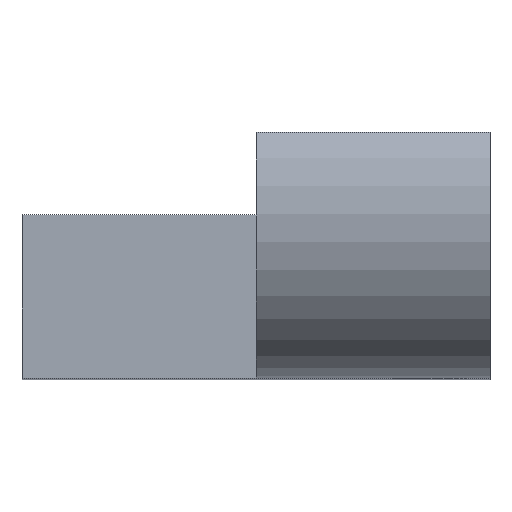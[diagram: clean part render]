
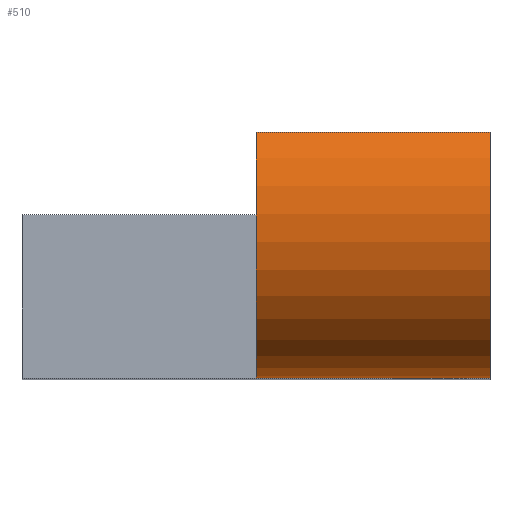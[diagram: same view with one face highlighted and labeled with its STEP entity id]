
A CAD part, top view. The second image highlights one B-rep face of the part: STEP entity #510.
In plain terms, the highlighted cylindrical face has radius 7 mm (diameter 14 mm), a partial arc.
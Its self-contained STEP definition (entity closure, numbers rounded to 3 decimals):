
#325=CARTESIAN_POINT('Vertex',(10.,3.5,51.062)) ;
#328=CARTESIAN_POINT('Axis2P3D Location',(10.,0.,45.)) ;
#332=CARTESIAN_POINT('Vertex',(10.,-7.,45.)) ;
#472=CARTESIAN_POINT('Vertex',(0.,3.5,51.062)) ;
#475=CARTESIAN_POINT('Line Origine',(5.,3.5,51.062)) ;
#487=CARTESIAN_POINT('Axis2P3D Location',(5.,0.,45.)) ;
#492=CARTESIAN_POINT('Axis2P3D Location',(0.,0.,45.)) ;
#496=CARTESIAN_POINT('Vertex',(0.,-7.,45.)) ;
#499=CARTESIAN_POINT('Line Origine',(5.,-7.,45.)) ;
#329=DIRECTION('Axis2P3D Direction',(1.,0.,0.)) ;
#476=DIRECTION('Vector Direction',(1.,0.,0.)) ;
#488=DIRECTION('Axis2P3D Direction',(1.,0.,0.)) ;
#489=DIRECTION('Axis2P3D XDirection',(0.,0.5,0.866)) ;
#493=DIRECTION('Axis2P3D Direction',(1.,0.,0.)) ;
#500=DIRECTION('Vector Direction',(1.,0.,0.)) ;
#330=AXIS2_PLACEMENT_3D('Circle Axis2P3D',#328,#329,$) ;
#490=AXIS2_PLACEMENT_3D('Cylinder Axis2P3D',#487,#488,#489) ;
#494=AXIS2_PLACEMENT_3D('Circle Axis2P3D',#492,#493,$) ;
#505=ORIENTED_EDGE('',*,*,#479,.F.) ;
#506=ORIENTED_EDGE('',*,*,#498,.T.) ;
#507=ORIENTED_EDGE('',*,*,#503,.T.) ;
#508=ORIENTED_EDGE('',*,*,#334,.F.) ;
#477=VECTOR('Line Direction',#476,1.) ;
#501=VECTOR('Line Direction',#500,1.) ;
#510=ADVANCED_FACE('PartBody',(#509),#491,.T.) ;
#331=CIRCLE('generated circle',#330,7.) ;
#495=CIRCLE('generated circle',#494,7.) ;
#491=CYLINDRICAL_SURFACE('generated cylinder',#490,7.) ;
#334=EDGE_CURVE('',#326,#333,#331,.T.) ;
#479=EDGE_CURVE('',#473,#326,#478,.T.) ;
#498=EDGE_CURVE('',#473,#497,#495,.T.) ;
#503=EDGE_CURVE('',#497,#333,#502,.T.) ;
#504=EDGE_LOOP('',(#505,#506,#507,#508)) ;
#509=FACE_OUTER_BOUND('',#504,.T.) ;
#478=LINE('Line',#475,#477) ;
#502=LINE('Line',#499,#501) ;
#326=VERTEX_POINT('',#325) ;
#333=VERTEX_POINT('',#332) ;
#473=VERTEX_POINT('',#472) ;
#497=VERTEX_POINT('',#496) ;
